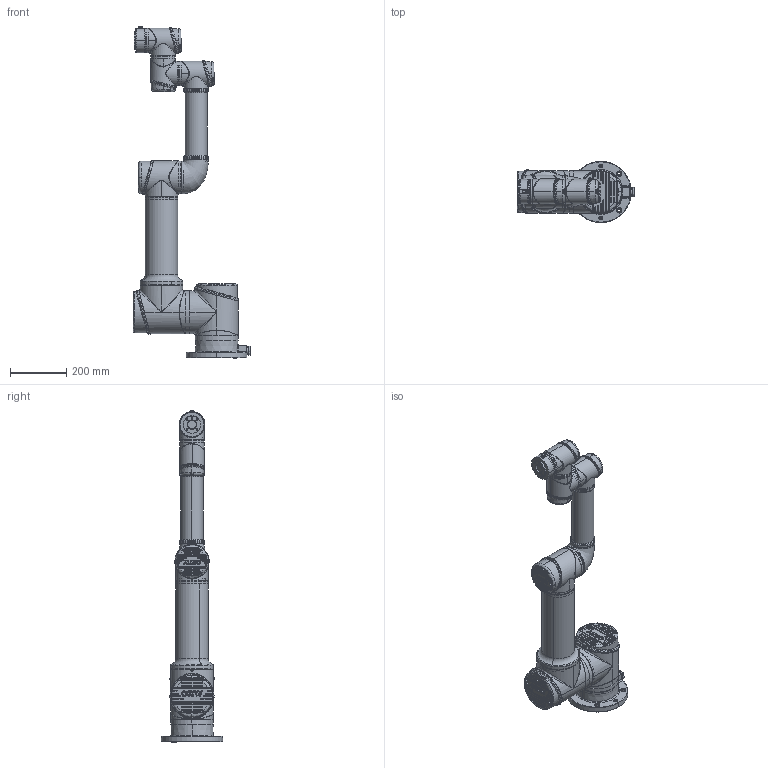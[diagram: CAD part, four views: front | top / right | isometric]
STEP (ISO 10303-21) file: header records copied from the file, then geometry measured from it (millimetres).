
FILE_DESCRIPTION (( 'STEP AP214' ), '1' );
FILE_NAME ('i16潠趙耀倰.STEP', '2020-02-28T09:49:57', ( '' ), ( '' ), 'SwSTEP 2.0', 'SolidWorks 2017', '' );
FILE_SCHEMA (( 'AUTOMOTIVE_DESIGN' ));
Length unit declared in the file: millimetre
Products named in the file (9): i10id-01; i10id25-01; i16潠趙耀倰; i16moduan; I16DABI; i10ID456; i7i10ID00; i16xiaobi; i16俔芛
Assembly tree (11 placements, depth 2):
  i16潠趙耀倰
    i7i10ID00
    i10id-01  x2
    I16DABI
    i10id25-01
    i16俔芛
    i16xiaobi
    i10ID456  x3
    i16moduan
Bounding box: 419.8 x 217.97 x 1182.5 mm (x, y, z)
Volume: 7169959.1 mm3; surface area: 1056610.9 mm2
Topology: 5 solids, 32 shells, 4659 faces, 11668 edges, 7565 vertices
Faces by surface type: bspline 2596, cylinder 1038, plane 844, cone 160, torus 21
Entity records: 183068 total; most frequent: CARTESIAN_POINT 98813, ORIENTED_EDGE 18508, EDGE_CURVE 9304, DIRECTION 8713, VERTEX_POINT 6096, B_SPLINE_CURVE_WITH_KNOTS 4609, EDGE_LOOP 4318, ADVANCED_FACE 3760
